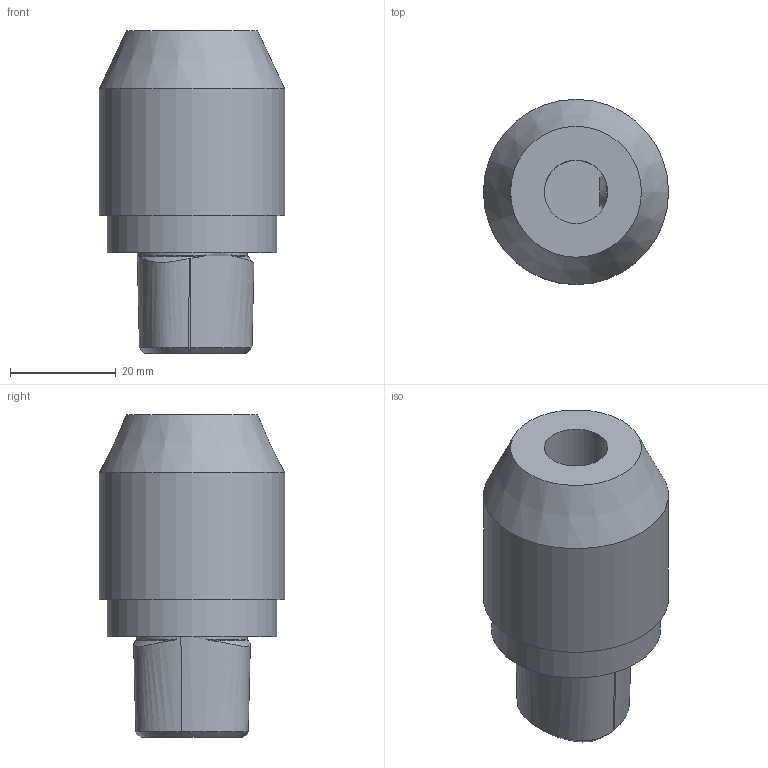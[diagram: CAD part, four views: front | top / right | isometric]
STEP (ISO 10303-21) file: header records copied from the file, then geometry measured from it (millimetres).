
FILE_DESCRIPTION(/* description */ (''),/* implementation_level */ '2;1');
FILE_NAME(/* name */ 'W9990594_A__specification_W9990594_Aussen_.stp',/* time_stamp */ '2013-08-27T10:11:00+02:00',/* author */ (''),/* organization */ (''),/* preprocessor_version */ 'ST-DEVELOPER v11',/* originating_system */ 'SIEMENS PLM Software NX 7.5',/* authorisation */ '');
FILE_SCHEMA (('AUTOMOTIVE_DESIGN { 1 0 10303 214 1 1 1 1 }'));
Length unit declared in the file: millimetre
Products named in the file (1): webeD5086j5n
Bounding box: 35 x 35 x 61 mm (x, y, z)
Volume: 38356.8 mm3; surface area: 8901.9 mm2
Topology: 1 solids, 1 shells, 35 faces, 81 edges, 52 vertices
Faces by surface type: plane 10, bspline 8, cone 6, cylinder 6, torus 5
Full cylindrical faces by diameter (mm): 12 x1, 21 x1, 32 x1, 35 x1
Entity records: 1526 total; most frequent: CARTESIAN_POINT 855, ORIENTED_EDGE 132, DIRECTION 108, EDGE_CURVE 66, AXIS2_PLACEMENT_3D 52, EDGE_LOOP 49, VERTEX_POINT 47, B_SPLINE_CURVE_WITH_KNOTS 38
